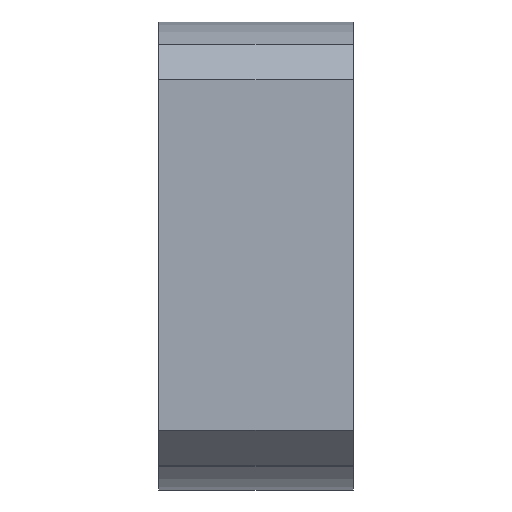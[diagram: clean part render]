
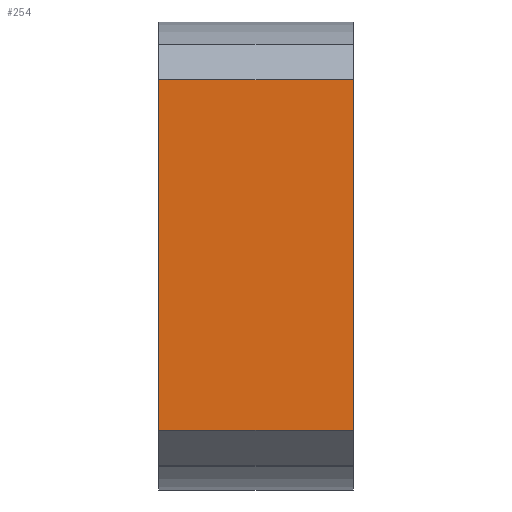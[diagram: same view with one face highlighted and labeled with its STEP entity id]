
A CAD part, top view. The second image highlights one B-rep face of the part: STEP entity #254.
In plain terms, the highlighted planar face has unit normal (0, 0, 1).
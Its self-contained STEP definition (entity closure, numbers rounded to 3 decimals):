
#19 = ORIENTED_EDGE ( 'NONE', *, *, #881, .F. ) ;
#101 = CARTESIAN_POINT ( 'NONE',  ( -19.5, -17.6, 58.25 ) ) ;
#112 = VERTEX_POINT ( 'NONE', #240 ) ;
#127 = ORIENTED_EDGE ( 'NONE', *, *, #1113, .T. ) ;
#240 = CARTESIAN_POINT ( 'NONE',  ( -19.5, 17.6, 58.25 ) ) ;
#254 = ADVANCED_FACE ( 'NONE', ( #431 ), #295, .F. ) ;
#279 = ORIENTED_EDGE ( 'NONE', *, *, #822, .F. ) ;
#295 = PLANE ( 'NONE',  #1259 ) ;
#403 = CARTESIAN_POINT ( 'NONE',  ( 0., 17.6, 58.25 ) ) ;
#416 = ORIENTED_EDGE ( 'NONE', *, *, #1283, .F. ) ;
#431 = FACE_OUTER_BOUND ( 'NONE', #735, .T. ) ;
#436 = CARTESIAN_POINT ( 'NONE',  ( -19.5, 17.6, 58.25 ) ) ;
#443 = LINE ( 'NONE', #463, #1452 ) ;
#463 = CARTESIAN_POINT ( 'NONE',  ( -19.5, -17.6, 58.25 ) ) ;
#473 = VERTEX_POINT ( 'NONE', #628 ) ;
#487 = LINE ( 'NONE', #701, #620 ) ;
#569 = CARTESIAN_POINT ( 'NONE',  ( 0., -17.6, 58.25 ) ) ;
#570 = DIRECTION ( 'NONE',  ( 0., 1., 0. ) ) ;
#620 = VECTOR ( 'NONE', #826, 1000. ) ;
#628 = CARTESIAN_POINT ( 'NONE',  ( -19.5, -17.6, 58.25 ) ) ;
#673 = VERTEX_POINT ( 'NONE', #403 ) ;
#701 = CARTESIAN_POINT ( 'NONE',  ( -19.5, -17.6, 58.25 ) ) ;
#735 = EDGE_LOOP ( 'NONE', ( #127, #416, #19, #279 ) ) ;
#750 = CARTESIAN_POINT ( 'NONE',  ( 0., 17.6, 58.25 ) ) ;
#816 = VECTOR ( 'NONE', #843, 1000. ) ;
#822 = EDGE_CURVE ( 'NONE', #473, #112, #443, .T. ) ;
#826 = DIRECTION ( 'NONE',  ( 1., 0., 0. ) ) ;
#843 = DIRECTION ( 'NONE',  ( 0., -1., 0. ) ) ;
#869 = DIRECTION ( 'NONE',  ( -1., 0., 0. ) ) ;
#881 = EDGE_CURVE ( 'NONE', #112, #673, #1237, .T. ) ;
#883 = DIRECTION ( 'NONE',  ( 1., 0., 0. ) ) ;
#1076 = VERTEX_POINT ( 'NONE', #569 ) ;
#1101 = DIRECTION ( 'NONE',  ( 0., 0., -1. ) ) ;
#1113 = EDGE_CURVE ( 'NONE', #473, #1076, #487, .T. ) ;
#1237 = LINE ( 'NONE', #436, #1241 ) ;
#1241 = VECTOR ( 'NONE', #883, 1000. ) ;
#1259 = AXIS2_PLACEMENT_3D ( 'NONE', #101, #1101, #869 ) ;
#1283 = EDGE_CURVE ( 'NONE', #673, #1076, #1314, .T. ) ;
#1314 = LINE ( 'NONE', #750, #816 ) ;
#1452 = VECTOR ( 'NONE', #570, 1000. ) ;
